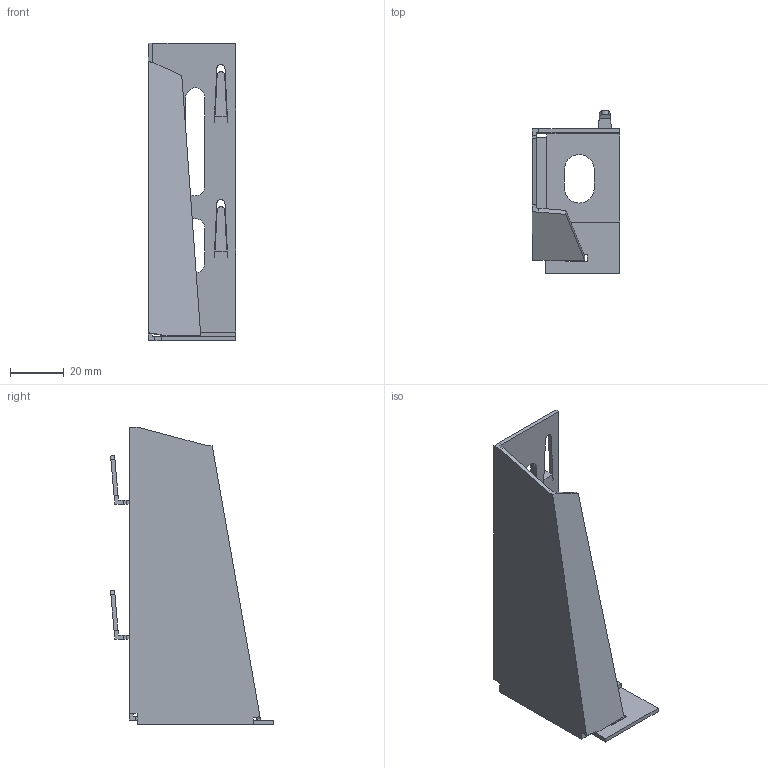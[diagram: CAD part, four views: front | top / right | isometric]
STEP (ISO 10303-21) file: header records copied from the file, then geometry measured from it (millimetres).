
FILE_DESCRIPTION (( 'STEP AP214' ), '1' );
FILE_NAME ('6424410.STEP', '2024-05-31T12:13:10', ( '' ), ( '' ), 'SwSTEP 2.0', 'SolidWorks 2022', '' );
FILE_SCHEMA (( 'AUTOMOTIVE_DESIGN' ));
Length unit declared in the file: millimetre
Products named in the file (2): 183131_MWAG; 6424410
Assembly tree (1 placements, depth 2):
  6424410
    183131_MWAG
Bounding box: 32.52 x 60.35 x 110.2 mm (x, y, z)
Volume: 16008.2 mm3; surface area: 22818.6 mm2
Topology: 1 solids, 1 shells, 116 faces, 334 edges, 220 vertices
Faces by surface type: plane 88, cylinder 17, bspline 11
Entity records: 4156 total; most frequent: CARTESIAN_POINT 1151, ORIENTED_EDGE 668, DIRECTION 520, EDGE_CURVE 334, LINE 238, VECTOR 238, VERTEX_POINT 220, AXIS2_PLACEMENT_3D 141
